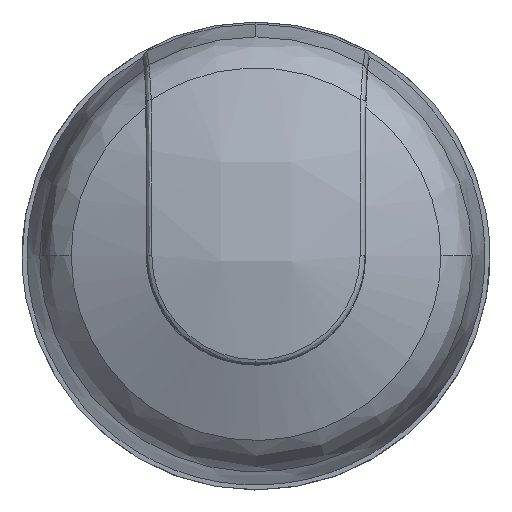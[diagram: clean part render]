
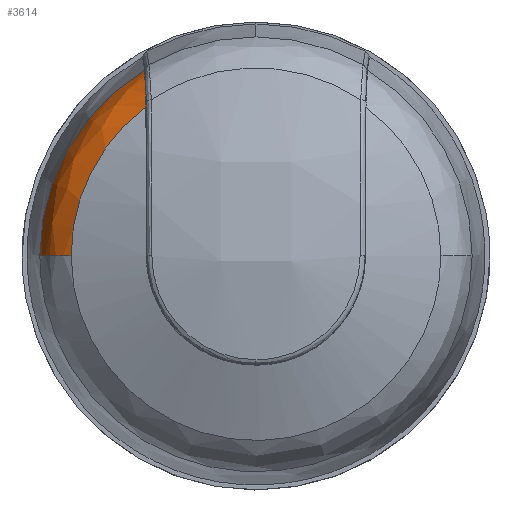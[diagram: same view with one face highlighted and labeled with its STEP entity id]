
A CAD part, top view. The second image highlights one B-rep face of the part: STEP entity #3614.
In plain terms, the highlighted free-form (B-spline) face has degree [3, 3] with [4, 4] control points.
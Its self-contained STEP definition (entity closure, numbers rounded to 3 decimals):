
#107 = CARTESIAN_POINT ( 'NONE',  ( -22.028, 16.032, 36.913 ) ) ;
#151 = CARTESIAN_POINT ( 'NONE',  ( -22.04, 16.606, 36.648 ) ) ;
#256 = CARTESIAN_POINT ( 'NONE',  ( -31.684, 0.548, 35.974 ) ) ;
#950 = CARTESIAN_POINT ( 'NONE',  ( -22.115, 18.745, 34.893 ) ) ;
#1041 = CARTESIAN_POINT ( 'NONE',  ( -22.151, 19.79, 32.768 ) ) ;
#1545 = VERTEX_POINT ( 'NONE', #8512 ) ;
#1601 = ORIENTED_EDGE ( 'NONE', *, *, #13059, .T. ) ;
#2042 = CARTESIAN_POINT ( 'NONE',  ( -22.146, 19.664, 33.219 ) ) ;
#2242 = CARTESIAN_POINT ( 'NONE',  ( -33.088, 0.548, 32.182 ) ) ;
#2334 = CARTESIAN_POINT ( 'NONE',  ( -21.323, 18.735, 35.974 ) ) ;
#2741 = B_SPLINE_CURVE_WITH_KNOTS ( 'NONE', 3,
 ( #11564, #9454, #3290, #151 ),
 .UNSPECIFIED., .F., .F.,
 ( 4, 4 ),
 ( 0., 1. ),
 .UNSPECIFIED. ) ;
#2757 = CARTESIAN_POINT ( 'NONE',  ( -33.088, 0.548, 32.182 ) ) ;
#2945 = CARTESIAN_POINT ( 'NONE',  ( -29.821, 0.548, 36.913 ) ) ;
#3141 = CARTESIAN_POINT ( 'NONE',  ( -22.105, 18.403, 35.295 ) ) ;
#3290 = CARTESIAN_POINT ( 'NONE',  ( -22.032, 16.418, 36.747 ) ) ;
#3303 = CARTESIAN_POINT ( 'NONE',  ( -22.038, 19.943, 32.182 ) ) ;
#3381 = CARTESIAN_POINT ( 'NONE',  ( -29.821, 7.52, 36.913 ) ) ;
#3614 = ADVANCED_FACE ( 'NONE', ( #8297 ), #4646, .T. ) ;
#3888 = CARTESIAN_POINT ( 'NONE',  ( -22.059, 17.046, 36.419 ) ) ;
#4077 =( BOUNDED_CURVE ( )  B_SPLINE_CURVE ( 3, ( #9892, #5761, #12987, #2757 ),
 .UNSPECIFIED., .F., .F. ) 
 B_SPLINE_CURVE_WITH_KNOTS ( ( 4, 4 ),
 ( 0., 1. ),
 .UNSPECIFIED. ) 
 CURVE ( )  GEOMETRIC_REPRESENTATION_ITEM ( )  RATIONAL_B_SPLINE_CURVE ( ( 1., 0.918, 0.918, 1. ) ) 
 REPRESENTATION_ITEM ( '' )  );
#4356 = CARTESIAN_POINT ( 'NONE',  ( -28.873, 15.638, 34.257 ) ) ;
#4453 = VERTEX_POINT ( 'NONE', #11826 ) ;
#4482 = CARTESIAN_POINT ( 'NONE',  ( -29.052, 15.786, 32.182 ) ) ;
#4646 =( BOUNDED_SURFACE ( )  B_SPLINE_SURFACE ( 3, 3, ( 
 ( #2242, #6527, #4482, #3303 ),
 ( #8470, #9505, #4356, #11575 ),
 ( #256, #12626, #8515, #2334 ),
 ( #9548, #3381, #5666, #11754 ) ),
 .UNSPECIFIED., .F., .F., .F. ) 
 B_SPLINE_SURFACE_WITH_KNOTS ( ( 4, 4 ),
 ( 4, 4 ),
 ( 0., 1. ),
 ( 0., 1. ),
 .UNSPECIFIED. ) 
 GEOMETRIC_REPRESENTATION_ITEM ( )  RATIONAL_B_SPLINE_SURFACE ( (
 ( 1., 0.913, 0.913, 1.),
 ( 0.918, 0.838, 0.838, 0.918),
 ( 0.918, 0.838, 0.838, 0.918),
 ( 1., 0.913, 0.913, 1.) ) ) 
 REPRESENTATION_ITEM ( '' )  SURFACE ( )  );
#4775 = CARTESIAN_POINT ( 'NONE',  ( -22.04, 16.606, 36.648 ) ) ;
#4904 = CARTESIAN_POINT ( 'NONE',  ( -22.075, 17.452, 36.149 ) ) ;
#5463 = CARTESIAN_POINT ( 'NONE',  ( -29.102, 15.697, 32.182 ) ) ;
#5666 = CARTESIAN_POINT ( 'NONE',  ( -26.369, 13.577, 36.913 ) ) ;
#5761 = CARTESIAN_POINT ( 'NONE',  ( -31.684, 0.548, 35.974 ) ) ;
#5945 = CARTESIAN_POINT ( 'NONE',  ( -27.046, 12.31, 36.913 ) ) ;
#6061 = CARTESIAN_POINT ( 'NONE',  ( -22.134, 19.896, 32.253 ) ) ;
#6310 = EDGE_CURVE ( 'NONE', #1545, #4453, #9172, .T. ) ;
#6527 = CARTESIAN_POINT ( 'NONE',  ( -33.088, 8.701, 32.182 ) ) ;
#6743 =( BOUNDED_CURVE ( )  B_SPLINE_CURVE ( 3, ( #10599, #5463, #8581, #7448 ),
 .UNSPECIFIED., .F., .F. ) 
 B_SPLINE_CURVE_WITH_KNOTS ( ( 4, 4 ),
 ( 0., 1. ),
 .UNSPECIFIED. ) 
 CURVE ( )  GEOMETRIC_REPRESENTATION_ITEM ( )  RATIONAL_B_SPLINE_CURVE ( ( 0.998, 0.913, 0.913, 1. ) ) 
 REPRESENTATION_ITEM ( '' )  );
#6867 = CARTESIAN_POINT ( 'NONE',  ( -22.093, 17.995, 35.698 ) ) ;
#6895 = CARTESIAN_POINT ( 'NONE',  ( -22.028, 16.032, 36.913 ) ) ;
#7136 = CARTESIAN_POINT ( 'NONE',  ( -22.112, 18.642, 35.022 ) ) ;
#7175 = CARTESIAN_POINT ( 'NONE',  ( -22.115, 18.752, 34.883 ) ) ;
#7448 = CARTESIAN_POINT ( 'NONE',  ( -33.088, 0.548, 32.182 ) ) ;
#7693 = ORIENTED_EDGE ( 'NONE', *, *, #9743, .F. ) ;
#8017 = CARTESIAN_POINT ( 'NONE',  ( -29.821, 6.742, 36.913 ) ) ;
#8121 = CARTESIAN_POINT ( 'NONE',  ( -22.113, 18.702, 34.947 ) ) ;
#8213 = CARTESIAN_POINT ( 'NONE',  ( -22.098, 18.166, 35.54 ) ) ;
#8297 = FACE_OUTER_BOUND ( 'NONE', #10973, .T. ) ;
#8470 = CARTESIAN_POINT ( 'NONE',  ( -32.87, 0.548, 34.257 ) ) ;
#8512 = CARTESIAN_POINT ( 'NONE',  ( -22.04, 16.606, 36.648 ) ) ;
#8515 = CARTESIAN_POINT ( 'NONE',  ( -27.899, 14.837, 35.974 ) ) ;
#8581 = CARTESIAN_POINT ( 'NONE',  ( -33.088, 8.646, 32.182 ) ) ;
#8839 = CARTESIAN_POINT ( 'NONE',  ( -29.821, 0.548, 36.913 ) ) ;
#9172 = B_SPLINE_CURVE_WITH_KNOTS ( 'NONE', 3,
 ( #4775, #3888, #4904, #6867, #8213, #3141, #9348, #13393, #7136, #8121, #10140, #950, #7175, #10239, #12317, #2042, #1041, #6061 ),
 .UNSPECIFIED., .F., .F.,
 ( 4, 2, 2, 2, 1, 1, 2, 2, 2, 4 ),
 ( 0., 0.25, 0.375, 0.437, 0.469, 0.484, 0.492, 0.5, 0.75, 1. ),
 .UNSPECIFIED. ) ;
#9348 = CARTESIAN_POINT ( 'NONE',  ( -22.107, 18.479, 35.212 ) ) ;
#9454 = CARTESIAN_POINT ( 'NONE',  ( -22.028, 16.226, 36.835 ) ) ;
#9495 = CARTESIAN_POINT ( 'NONE',  ( -33.088, 0.548, 32.182 ) ) ;
#9505 = CARTESIAN_POINT ( 'NONE',  ( -32.87, 8.623, 34.257 ) ) ;
#9527 = ORIENTED_EDGE ( 'NONE', *, *, #12527, .T. ) ;
#9548 = CARTESIAN_POINT ( 'NONE',  ( -29.821, 0.548, 36.913 ) ) ;
#9743 = EDGE_CURVE ( 'NONE', #12303, #12272, #4077, .T. ) ;
#9787 = ORIENTED_EDGE ( 'NONE', *, *, #12431, .T. ) ;
#9892 = CARTESIAN_POINT ( 'NONE',  ( -29.821, 0.548, 36.913 ) ) ;
#10140 = CARTESIAN_POINT ( 'NONE',  ( -22.114, 18.728, 34.914 ) ) ;
#10239 = CARTESIAN_POINT ( 'NONE',  ( -22.124, 19.052, 34.494 ) ) ;
#10599 = CARTESIAN_POINT ( 'NONE',  ( -22.134, 19.896, 32.253 ) ) ;
#10829 = VERTEX_POINT ( 'NONE', #107 ) ;
#10973 = EDGE_LOOP ( 'NONE', ( #11629, #9527, #7693, #1601, #9787 ) ) ;
#11564 = CARTESIAN_POINT ( 'NONE',  ( -22.028, 16.032, 36.913 ) ) ;
#11575 = CARTESIAN_POINT ( 'NONE',  ( -21.927, 19.755, 34.257 ) ) ;
#11629 = ORIENTED_EDGE ( 'NONE', *, *, #6310, .T. ) ;
#11754 = CARTESIAN_POINT ( 'NONE',  ( -20.372, 17.132, 36.913 ) ) ;
#11826 = CARTESIAN_POINT ( 'NONE',  ( -22.134, 19.896, 32.253 ) ) ;
#11846 =( BOUNDED_CURVE ( )  B_SPLINE_CURVE ( 3, ( #2945, #8017, #5945, #6895 ),
 .UNSPECIFIED., .F., .F. ) 
 B_SPLINE_CURVE_WITH_KNOTS ( ( 4, 4 ),
 ( 0., 1. ),
 .UNSPECIFIED. ) 
 CURVE ( )  GEOMETRIC_REPRESENTATION_ITEM ( )  RATIONAL_B_SPLINE_CURVE ( ( 1., 0.922, 0.914, 0.976 ) ) 
 REPRESENTATION_ITEM ( '' )  );
#12272 = VERTEX_POINT ( 'NONE', #9495 ) ;
#12303 = VERTEX_POINT ( 'NONE', #8839 ) ;
#12317 = CARTESIAN_POINT ( 'NONE',  ( -22.132, 19.295, 34.083 ) ) ;
#12431 = EDGE_CURVE ( 'NONE', #10829, #1545, #2741, .T. ) ;
#12527 = EDGE_CURVE ( 'NONE', #4453, #12272, #6743, .T. ) ;
#12626 = CARTESIAN_POINT ( 'NONE',  ( -31.684, 8.194, 35.974 ) ) ;
#12987 = CARTESIAN_POINT ( 'NONE',  ( -32.87, 0.548, 34.257 ) ) ;
#13059 = EDGE_CURVE ( 'NONE', #12303, #10829, #11846, .T. ) ;
#13393 = CARTESIAN_POINT ( 'NONE',  ( -22.11, 18.588, 35.086 ) ) ;
